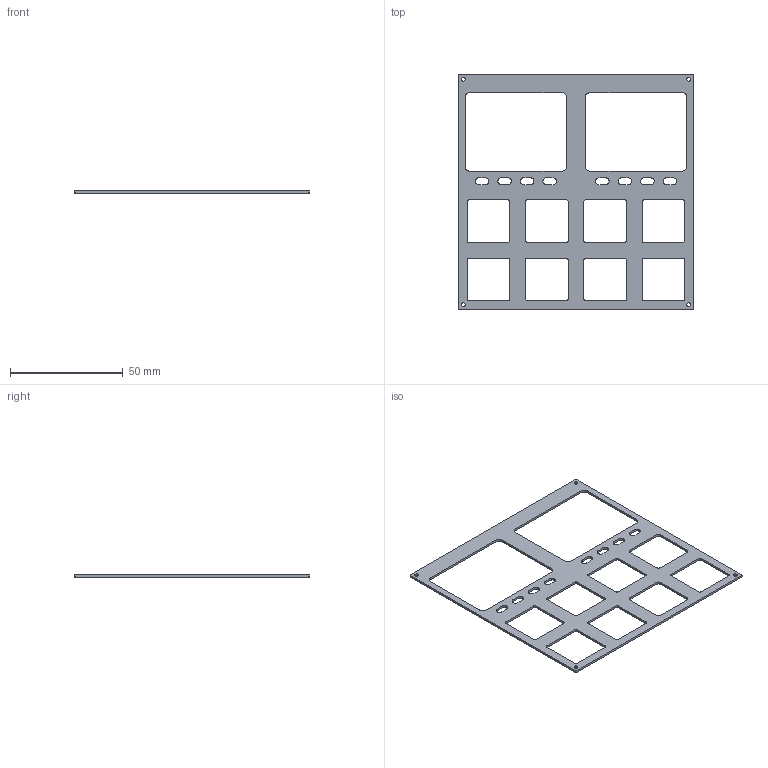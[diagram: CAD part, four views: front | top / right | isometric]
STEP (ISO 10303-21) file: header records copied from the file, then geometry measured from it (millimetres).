
FILE_DESCRIPTION(('KiCad electronic assembly'),'2;1');
FILE_NAME('FP-VSN2-3D.step','2025-02-06T09:27:55',('Pcbnew'),('Kicad'), 'Open CASCADE STEP processor 7.6','KiCad to STEP converter','Unknown' );
FILE_SCHEMA(('AUTOMOTIVE_DESIGN { 1 0 10303 214 1 1 1 1 }'));
Length unit declared in the file: millimetre
Products named in the file (2): FP-VSN2-3D 1; kibot_gjbd1t7q_PCB
Assembly tree (1 placements, depth 2):
  FP-VSN2-3D 1
    kibot_gjbd1t7q_PCB
Bounding box: 104.35 x 104.35 x 1 mm (x, y, z)
Volume: 4744.1 mm3; surface area: 10957.1 mm2
Topology: 1 solids, 1 shells, 218 faces, 648 edges, 432 vertices
Faces by surface type: plane 138, cylinder 80
Full cylindrical faces by diameter (mm): 1.75 x4
Entity records: 7437 total; most frequent: CARTESIAN_POINT 1300, ORIENTED_EDGE 1296, DIRECTION 1248, EDGE_CURVE 648, LINE 488, VECTOR 488, VERTEX_POINT 432, AXIS2_PLACEMENT_3D 380
